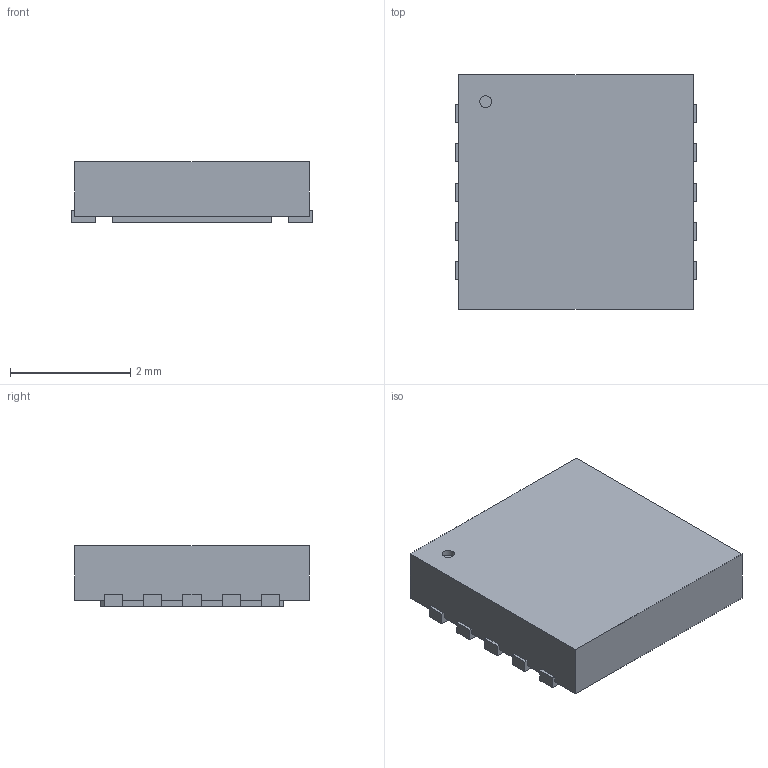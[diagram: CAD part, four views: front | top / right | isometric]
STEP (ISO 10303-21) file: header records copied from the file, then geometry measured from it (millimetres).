
FILE_DESCRIPTION(/* description */ ('model of DFN-10-1EP_4x4mm_P0.65mm_EP2.65x3.05mm'),/* implementation_level */ '2;1');
FILE_NAME(/* name */ 'DFN-10-1EP_4x4mm_P0.65mm_EP2.65x3.05mm.step',/* time_stamp */ '2019-02-14T15:26:54',/* author */ ('kicad StepUp','ksu'),/* organization */ ('FreeCAD'),/* preprocessor_version */ 'OCC',/* originating_system */ 'kicad StepUp',/* authorisation */ '');
FILE_SCHEMA(('AUTOMOTIVE_DESIGN { 1 0 10303 214 1 1 1 1 }'));
Length unit declared in the file: millimetre
Products named in the file (1): DFN_10_1EP_4x4mm_P065mm_EP265x305mm
Bounding box: 4 x 3.9 x 1 mm (x, y, z)
Volume: 14.6 mm3; surface area: 47.5 mm2
Topology: 1 solids, 1 shells, 74 faces, 210 edges, 140 vertices
Faces by surface type: plane 73, cylinder 1
Full cylindrical faces by diameter (mm): 0.2 x1
Entity records: 2700 total; most frequent: CARTESIAN_POINT 404, PCURVE 400, ORIENTED_EDGE 364, LINE 262, EDGE_CURVE 210, SURFACE_CURVE 199, VERTEX_POINT 140, DEFINITIONAL_REPRESENTATION 116
